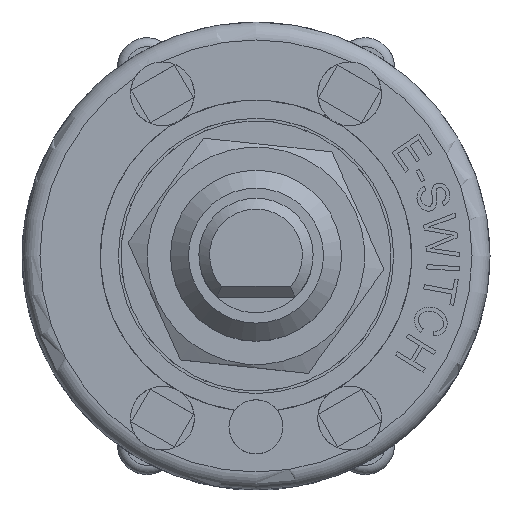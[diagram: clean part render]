
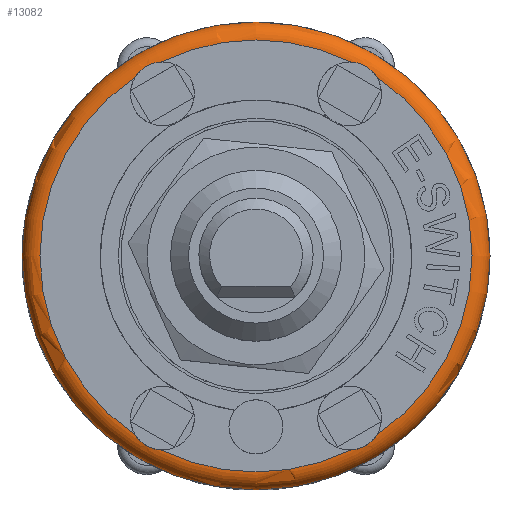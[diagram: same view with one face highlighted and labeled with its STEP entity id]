
A CAD part, top view. The second image highlights one B-rep face of the part: STEP entity #13082.
In plain terms, the highlighted toroidal (fillet/blend) face has major radius 12 mm and minor radius 1 mm.
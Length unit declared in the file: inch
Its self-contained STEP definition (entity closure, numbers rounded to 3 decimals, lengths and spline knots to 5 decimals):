
#26=TOROIDAL_SURFACE('',#13743,0.47244,0.03937);
#1126=B_SPLINE_CURVE_WITH_KNOTS('',3,(#22600,#22601,#22602,#22603,#22604,
#22605,#22606,#22607,#22608,#22609,#22610,#22611),.UNSPECIFIED.,.F.,.F.,
(4,2,2,2,2,4),(-0.26924,-0.24463,-0.21597,
-0.19207,-0.16451,-0.13568),.UNSPECIFIED.);
#1127=B_SPLINE_CURVE_WITH_KNOTS('',3,(#22623,#22624,#22625,#22626,#22627,
#22628,#22629,#22630,#22631,#22632,#22633,#22634),.UNSPECIFIED.,.F.,.F.,
(4,2,2,2,2,4),(-0.26924,-0.24463,-0.21597,
-0.19207,-0.16451,-0.13568),.UNSPECIFIED.);
#1128=B_SPLINE_CURVE_WITH_KNOTS('',3,(#22651,#22652,#22653,#22654,#22655,
#22656,#22657,#22658,#22659,#22660,#22661,#22662),.UNSPECIFIED.,.F.,.F.,
(4,2,2,2,2,4),(-0.26924,-0.24463,-0.21597,
-0.19207,-0.16451,-0.13568),.UNSPECIFIED.);
#1129=B_SPLINE_CURVE_WITH_KNOTS('',3,(#22684,#22685,#22686,#22687,#22688,
#22689,#22690,#22691,#22692,#22693,#22694,#22695),.UNSPECIFIED.,.F.,.F.,
(4,2,2,2,2,4),(-0.26924,-0.24463,-0.21597,
-0.19207,-0.16451,-0.13568),.UNSPECIFIED.);
#1793=FACE_OUTER_BOUND('',#2568,.T.);
#2568=EDGE_LOOP('',(#12087,#12088,#12089,#12090,#12091,#12092,#12093,#12094,
#12095,#12096,#12097,#12098));
#5468=CIRCLE('',#13696,0.51181);
#5495=CIRCLE('',#13744,0.03937);
#5496=CIRCLE('',#13745,0.47244);
#5497=CIRCLE('',#13746,0.47244);
#5498=CIRCLE('',#13747,0.47244);
#5499=CIRCLE('',#13748,0.47244);
#5500=CIRCLE('',#13749,0.47244);
#6695=VERTEX_POINT('',#22562);
#6703=VERTEX_POINT('',#22598);
#6704=VERTEX_POINT('',#22599);
#6707=VERTEX_POINT('',#22621);
#6708=VERTEX_POINT('',#22622);
#6713=VERTEX_POINT('',#22649);
#6714=VERTEX_POINT('',#22650);
#6721=VERTEX_POINT('',#22682);
#6722=VERTEX_POINT('',#22683);
#6725=VERTEX_POINT('',#22705);
#8526=EDGE_CURVE('',#6695,#6695,#5468,.T.);
#8544=EDGE_CURVE('',#6703,#6704,#1126,.T.);
#8550=EDGE_CURVE('',#6707,#6708,#1127,.T.);
#8558=EDGE_CURVE('',#6713,#6714,#1128,.T.);
#8568=EDGE_CURVE('',#6721,#6722,#1129,.T.);
#8574=EDGE_CURVE('',#6695,#6725,#5495,.T.);
#8575=EDGE_CURVE('',#6725,#6713,#5496,.T.);
#8576=EDGE_CURVE('',#6714,#6707,#5497,.T.);
#8577=EDGE_CURVE('',#6708,#6703,#5498,.T.);
#8578=EDGE_CURVE('',#6704,#6721,#5499,.T.);
#8579=EDGE_CURVE('',#6722,#6725,#5500,.T.);
#12087=ORIENTED_EDGE('',*,*,#8526,.T.);
#12088=ORIENTED_EDGE('',*,*,#8574,.T.);
#12089=ORIENTED_EDGE('',*,*,#8575,.T.);
#12090=ORIENTED_EDGE('',*,*,#8558,.T.);
#12091=ORIENTED_EDGE('',*,*,#8576,.T.);
#12092=ORIENTED_EDGE('',*,*,#8550,.T.);
#12093=ORIENTED_EDGE('',*,*,#8577,.T.);
#12094=ORIENTED_EDGE('',*,*,#8544,.T.);
#12095=ORIENTED_EDGE('',*,*,#8578,.T.);
#12096=ORIENTED_EDGE('',*,*,#8568,.T.);
#12097=ORIENTED_EDGE('',*,*,#8579,.T.);
#12098=ORIENTED_EDGE('',*,*,#8574,.F.);
#13082=ADVANCED_FACE('',(#1793),#26,.T.);
#13696=AXIS2_PLACEMENT_3D('',#22563,#16259,#16260);
#13743=AXIS2_PLACEMENT_3D('',#22704,#16370,#16371);
#13744=AXIS2_PLACEMENT_3D('',#22706,#16372,#16373);
#13745=AXIS2_PLACEMENT_3D('',#22707,#16374,#16375);
#13746=AXIS2_PLACEMENT_3D('',#22708,#16376,#16377);
#13747=AXIS2_PLACEMENT_3D('',#22709,#16378,#16379);
#13748=AXIS2_PLACEMENT_3D('',#22710,#16380,#16381);
#13749=AXIS2_PLACEMENT_3D('',#22711,#16382,#16383);
#16259=DIRECTION('center_axis',(0.,0.,1.));
#16260=DIRECTION('ref_axis',(-1.,0.,0.));
#16370=DIRECTION('center_axis',(0.,0.,-1.));
#16371=DIRECTION('ref_axis',(-1.,0.,0.));
#16372=DIRECTION('center_axis',(0.,-1.,0.));
#16373=DIRECTION('ref_axis',(1.,0.,0.));
#16374=DIRECTION('center_axis',(0.,0.,-1.));
#16375=DIRECTION('ref_axis',(-1.,0.,0.));
#16376=DIRECTION('center_axis',(0.,0.,-1.));
#16377=DIRECTION('ref_axis',(-1.,0.,0.));
#16378=DIRECTION('center_axis',(0.,0.,-1.));
#16379=DIRECTION('ref_axis',(-1.,0.,0.));
#16380=DIRECTION('center_axis',(0.,0.,-1.));
#16381=DIRECTION('ref_axis',(-1.,0.,0.));
#16382=DIRECTION('center_axis',(0.,0.,-1.));
#16383=DIRECTION('ref_axis',(-1.,0.,0.));
#22562=CARTESIAN_POINT('',(0.51181,0.,0.37402));
#22563=CARTESIAN_POINT('Origin',(0.,0.,0.37402));
#22598=CARTESIAN_POINT('',(-0.26379,0.39194,0.41339));
#22599=CARTESIAN_POINT('',(-0.20753,0.42442,0.41339));
#22600=CARTESIAN_POINT('Ctrl Pts',(-0.26379,0.39194,
0.41339));
#22601=CARTESIAN_POINT('Ctrl Pts',(-0.26165,0.39532,
0.41339));
#22602=CARTESIAN_POINT('Ctrl Pts',(-0.25918,0.39859,
0.41329));
#22603=CARTESIAN_POINT('Ctrl Pts',(-0.25306,0.40529,
0.41304));
#22604=CARTESIAN_POINT('Ctrl Pts',(-0.2494,0.40855,
0.4129));
#22605=CARTESIAN_POINT('Ctrl Pts',(-0.24211,0.41377,
0.41277));
#22606=CARTESIAN_POINT('Ctrl Pts',(-0.2386,0.41585,
0.41276));
#22607=CARTESIAN_POINT('Ctrl Pts',(-0.23069,0.41964,
0.41286));
#22608=CARTESIAN_POINT('Ctrl Pts',(-0.22626,0.42124,
0.41299));
#22609=CARTESIAN_POINT('Ctrl Pts',(-0.21694,0.42357,
0.41325));
#22610=CARTESIAN_POINT('Ctrl Pts',(-0.21219,0.42423,
0.41339));
#22611=CARTESIAN_POINT('Ctrl Pts',(-0.20753,0.42442,
0.41339));
#22621=CARTESIAN_POINT('',(-0.20753,-0.42442,0.41339));
#22622=CARTESIAN_POINT('',(-0.26379,-0.39194,0.41339));
#22623=CARTESIAN_POINT('Ctrl Pts',(-0.20753,-0.42442,
0.41339));
#22624=CARTESIAN_POINT('Ctrl Pts',(-0.21153,-0.42426,
0.41339));
#22625=CARTESIAN_POINT('Ctrl Pts',(-0.2156,-0.42375,
0.41329));
#22626=CARTESIAN_POINT('Ctrl Pts',(-0.22446,-0.42181,
0.41304));
#22627=CARTESIAN_POINT('Ctrl Pts',(-0.22911,-0.42026,
0.4129));
#22628=CARTESIAN_POINT('Ctrl Pts',(-0.23728,-0.41656,
0.41277));
#22629=CARTESIAN_POINT('Ctrl Pts',(-0.24084,-0.41456,
0.41276));
#22630=CARTESIAN_POINT('Ctrl Pts',(-0.24808,-0.4096,
0.41286));
#22631=CARTESIAN_POINT('Ctrl Pts',(-0.25168,-0.40656,
0.41299));
#22632=CARTESIAN_POINT('Ctrl Pts',(-0.25836,-0.39966,
0.41325));
#22633=CARTESIAN_POINT('Ctrl Pts',(-0.2613,-0.39588,
0.41339));
#22634=CARTESIAN_POINT('Ctrl Pts',(-0.26379,-0.39194,
0.41339));
#22649=CARTESIAN_POINT('',(0.26379,-0.39194,0.41339));
#22650=CARTESIAN_POINT('',(0.20753,-0.42442,0.41339));
#22651=CARTESIAN_POINT('Ctrl Pts',(0.26379,-0.39194,
0.41339));
#22652=CARTESIAN_POINT('Ctrl Pts',(0.26165,-0.39532,
0.41339));
#22653=CARTESIAN_POINT('Ctrl Pts',(0.25918,-0.39859,
0.41329));
#22654=CARTESIAN_POINT('Ctrl Pts',(0.25306,-0.40529,
0.41304));
#22655=CARTESIAN_POINT('Ctrl Pts',(0.2494,-0.40855,
0.4129));
#22656=CARTESIAN_POINT('Ctrl Pts',(0.24211,-0.41377,
0.41277));
#22657=CARTESIAN_POINT('Ctrl Pts',(0.2386,-0.41585,
0.41276));
#22658=CARTESIAN_POINT('Ctrl Pts',(0.23069,-0.41964,
0.41286));
#22659=CARTESIAN_POINT('Ctrl Pts',(0.22626,-0.42124,
0.41299));
#22660=CARTESIAN_POINT('Ctrl Pts',(0.21694,-0.42357,
0.41325));
#22661=CARTESIAN_POINT('Ctrl Pts',(0.21219,-0.42423,
0.41339));
#22662=CARTESIAN_POINT('Ctrl Pts',(0.20753,-0.42442,
0.41339));
#22682=CARTESIAN_POINT('',(0.20753,0.42442,0.41339));
#22683=CARTESIAN_POINT('',(0.26379,0.39194,0.41339));
#22684=CARTESIAN_POINT('Ctrl Pts',(0.20753,0.42442,0.41339));
#22685=CARTESIAN_POINT('Ctrl Pts',(0.21153,0.42426,
0.41339));
#22686=CARTESIAN_POINT('Ctrl Pts',(0.2156,0.42375,
0.41329));
#22687=CARTESIAN_POINT('Ctrl Pts',(0.22446,0.42181,0.41304));
#22688=CARTESIAN_POINT('Ctrl Pts',(0.22911,0.42026,
0.4129));
#22689=CARTESIAN_POINT('Ctrl Pts',(0.23728,0.41656,0.41277));
#22690=CARTESIAN_POINT('Ctrl Pts',(0.24084,0.41456,
0.41276));
#22691=CARTESIAN_POINT('Ctrl Pts',(0.24808,0.4096,
0.41286));
#22692=CARTESIAN_POINT('Ctrl Pts',(0.25168,0.40656,
0.41299));
#22693=CARTESIAN_POINT('Ctrl Pts',(0.25836,0.39966,
0.41325));
#22694=CARTESIAN_POINT('Ctrl Pts',(0.2613,0.39588,
0.41339));
#22695=CARTESIAN_POINT('Ctrl Pts',(0.26379,0.39194,
0.41339));
#22704=CARTESIAN_POINT('Origin',(0.,0.,0.37402));
#22705=CARTESIAN_POINT('',(0.47244,0.,0.41339));
#22706=CARTESIAN_POINT('Origin',(0.47244,0.,
0.37402));
#22707=CARTESIAN_POINT('Origin',(0.,0.,0.41339));
#22708=CARTESIAN_POINT('Origin',(0.,0.,0.41339));
#22709=CARTESIAN_POINT('Origin',(0.,0.,0.41339));
#22710=CARTESIAN_POINT('Origin',(0.,0.,0.41339));
#22711=CARTESIAN_POINT('Origin',(0.,0.,0.41339));
